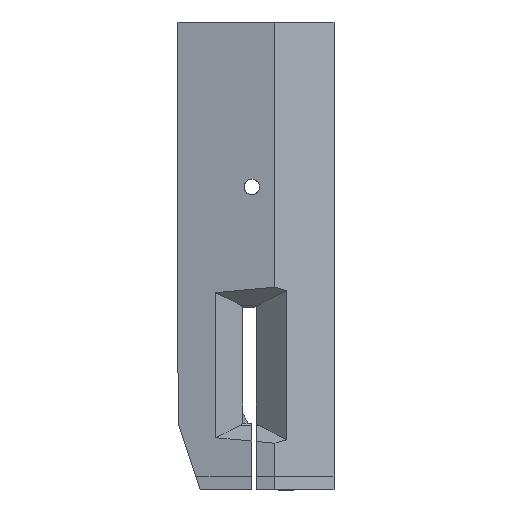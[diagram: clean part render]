
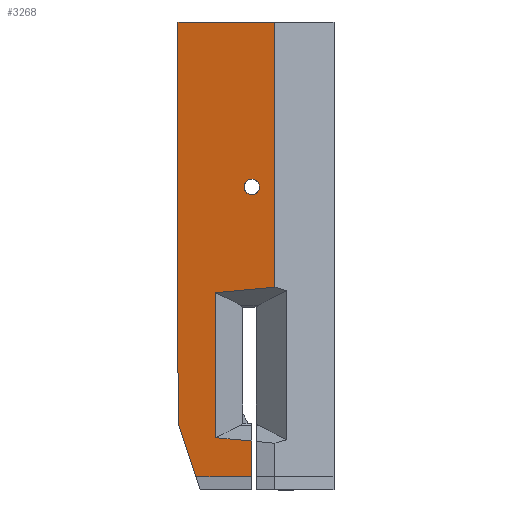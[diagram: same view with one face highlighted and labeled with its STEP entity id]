
A CAD part, left-side view. The second image highlights one B-rep face of the part: STEP entity #3268.
In plain terms, the highlighted planar face has unit normal (-0.983, 0.182, 0).
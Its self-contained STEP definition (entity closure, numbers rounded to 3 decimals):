
#123 = CARTESIAN_POINT ( 'NONE',  ( -7.026, 18.5, 10.987 ) ) ;
#127 = VECTOR ( 'NONE', #1216, 1000. ) ;
#203 = ORIENTED_EDGE ( 'NONE', *, *, #2808, .T. ) ;
#230 = VECTOR ( 'NONE', #2701, 1000. ) ;
#256 = EDGE_CURVE ( 'NONE', #1150, #981, #1209, .T. ) ;
#300 = EDGE_LOOP ( 'NONE', ( #707, #2469, #3872, #1556, #1401, #683, #1499, #3652, #2161 ) ) ;
#327 = DIRECTION ( 'NONE',  ( 0., 0., -1. ) ) ;
#383 = LINE ( 'NONE', #4191, #3214 ) ;
#441 = CARTESIAN_POINT ( 'NONE',  ( -8., 13.244, 105. ) ) ;
#474 = CARTESIAN_POINT ( 'NONE',  ( -5.536, 26.536, 44.268 ) ) ;
#505 = CARTESIAN_POINT ( 'NONE',  ( -7.026, 18.5, 3. ) ) ;
#524 = CARTESIAN_POINT ( 'NONE',  ( -7.036, 18.443, 69.733 ) ) ;
#641 = CARTESIAN_POINT ( 'NONE',  ( -6.387, 21.943, 66.233 ) ) ;
#683 = ORIENTED_EDGE ( 'NONE', *, *, #1225, .T. ) ;
#707 = ORIENTED_EDGE ( 'NONE', *, *, #2618, .T. ) ;
#819 = CARTESIAN_POINT ( 'NONE',  ( -8., 13.244, 45.5 ) ) ;
#840 = DIRECTION ( 'NONE',  ( 0., 0., 1. ) ) ;
#841 = VERTEX_POINT ( 'NONE', #3095 ) ;
#847 = VERTEX_POINT ( 'NONE', #524 ) ;
#874 = PLANE ( 'NONE',  #2498 ) ;
#943 = VERTEX_POINT ( 'NONE', #1118 ) ;
#981 = VERTEX_POINT ( 'NONE', #2328 ) ;
#1021 = CARTESIAN_POINT ( 'NONE',  ( -7.036, 18.443, 69.733 ) ) ;
#1046 = DIRECTION ( 'NONE',  ( 0., 0., 1. ) ) ;
#1093 = DIRECTION ( 'NONE',  ( 0.182, 0.983, 0. ) ) ;
#1118 = CARTESIAN_POINT ( 'NONE',  ( -3.966, 35., 105. ) ) ;
#1127 = CARTESIAN_POINT ( 'NONE',  ( -5.536, 26.536, -36.764 ) ) ;
#1150 = VERTEX_POINT ( 'NONE', #123 ) ;
#1158 = VECTOR ( 'NONE', #3150, 1000. ) ;
#1161 = EDGE_CURVE ( 'NONE', #3067, #943, #2182, .T. ) ;
#1169 = CARTESIAN_POINT ( 'NONE',  ( -3.966, 35., -36.764 ) ) ;
#1198 = VERTEX_POINT ( 'NONE', #474 ) ;
#1208 = EDGE_CURVE ( 'NONE', #981, #1198, #1260, .T. ) ;
#1209 = LINE ( 'NONE', #2817, #1158 ) ;
#1216 = DIRECTION ( 'NONE',  ( -0.059, -0.316, -0.947 ) ) ;
#1225 = EDGE_CURVE ( 'NONE', #1198, #1707, #2123, .T. ) ;
#1226 = CARTESIAN_POINT ( 'NONE',  ( -7.036, 18.443, 66.233 ) ) ;
#1240 = LINE ( 'NONE', #2580, #1902 ) ;
#1260 = LINE ( 'NONE', #1127, #3854 ) ;
#1284 = LINE ( 'NONE', #3815, #127 ) ;
#1380 = CARTESIAN_POINT ( 'NONE',  ( -8., 13.244, -36.764 ) ) ;
#1401 = ORIENTED_EDGE ( 'NONE', *, *, #1208, .T. ) ;
#1499 = ORIENTED_EDGE ( 'NONE', *, *, #2276, .T. ) ;
#1518 = EDGE_CURVE ( 'NONE', #943, #3335, #1240, .T. ) ;
#1556 = ORIENTED_EDGE ( 'NONE', *, *, #256, .T. ) ;
#1562 = CARTESIAN_POINT ( 'NONE',  ( -7.036, 18.443, 69.733 ) ) ;
#1587 = FACE_BOUND ( 'NONE', #2643, .T. ) ;
#1599 = DIRECTION ( 'NONE',  ( -0.182, -0.983, 0. ) ) ;
#1633 = CARTESIAN_POINT ( 'NONE',  ( -7.036, 18.443, 66.233 ) ) ;
#1660 = CARTESIAN_POINT ( 'NONE',  ( -7.685, 14.943, 66.233 ) ) ;
#1707 = VERTEX_POINT ( 'NONE', #819 ) ;
#1857 = DIRECTION ( 'NONE',  ( -0.983, 0.182, 0. ) ) ;
#1899 = LINE ( 'NONE', #1380, #2751 ) ;
#1902 = VECTOR ( 'NONE', #327, 1000. ) ;
#1941 =( BOUNDED_CURVE ( )  B_SPLINE_CURVE ( 3, ( #1226, #641, #4148, #1562 ),
 .UNSPECIFIED., .F., .F. ) 
 B_SPLINE_CURVE_WITH_KNOTS ( ( 4, 4 ),
 ( 4.712, 7.854 ),
 .UNSPECIFIED. ) 
 CURVE ( )  GEOMETRIC_REPRESENTATION_ITEM ( )  RATIONAL_B_SPLINE_CURVE ( ( 1., 0.333, 0.333, 1. ) ) 
 REPRESENTATION_ITEM ( '' )  );
#2035 = CARTESIAN_POINT ( 'NONE',  ( -7.026, 18.5, -36.764 ) ) ;
#2123 = LINE ( 'NONE', #2792, #2229 ) ;
#2161 = ORIENTED_EDGE ( 'NONE', *, *, #1518, .T. ) ;
#2182 = LINE ( 'NONE', #3031, #3148 ) ;
#2229 = VECTOR ( 'NONE', #3424, 1000. ) ;
#2276 = EDGE_CURVE ( 'NONE', #1707, #3067, #1899, .T. ) ;
#2290 = CARTESIAN_POINT ( 'NONE',  ( -7.685, 14.943, 69.733 ) ) ;
#2328 = CARTESIAN_POINT ( 'NONE',  ( -5.536, 26.536, 11.732 ) ) ;
#2394 = LINE ( 'NONE', #2035, #230 ) ;
#2464 = DIRECTION ( 'NONE',  ( -0.182, -0.983, 0. ) ) ;
#2469 = ORIENTED_EDGE ( 'NONE', *, *, #4106, .T. ) ;
#2498 = AXIS2_PLACEMENT_3D ( 'NONE', #1169, #1857, #2464 ) ;
#2555 = FACE_OUTER_BOUND ( 'NONE', #300, .T. ) ;
#2567 =( BOUNDED_CURVE ( )  B_SPLINE_CURVE ( 3, ( #1021, #2290, #1660, #1633 ),
 .UNSPECIFIED., .F., .F. ) 
 B_SPLINE_CURVE_WITH_KNOTS ( ( 4, 4 ),
 ( 1.571, 4.712 ),
 .UNSPECIFIED. ) 
 CURVE ( )  GEOMETRIC_REPRESENTATION_ITEM ( )  RATIONAL_B_SPLINE_CURVE ( ( 1., 0.333, 0.333, 1. ) ) 
 REPRESENTATION_ITEM ( '' )  );
#2568 = VERTEX_POINT ( 'NONE', #505 ) ;
#2576 = VERTEX_POINT ( 'NONE', #2789 ) ;
#2580 = CARTESIAN_POINT ( 'NONE',  ( -3.966, 35., -36.764 ) ) ;
#2618 = EDGE_CURVE ( 'NONE', #3335, #2576, #1284, .T. ) ;
#2643 = EDGE_LOOP ( 'NONE', ( #4210, #203 ) ) ;
#2701 = DIRECTION ( 'NONE',  ( 0., 0., 1. ) ) ;
#2751 = VECTOR ( 'NONE', #1046, 1000. ) ;
#2789 = CARTESIAN_POINT ( 'NONE',  ( -4.708, 31., 3. ) ) ;
#2792 = CARTESIAN_POINT ( 'NONE',  ( -5.536, 26.536, 44.268 ) ) ;
#2808 = EDGE_CURVE ( 'NONE', #847, #841, #2567, .T. ) ;
#2817 = CARTESIAN_POINT ( 'NONE',  ( -7.026, 18.5, 10.987 ) ) ;
#2967 = EDGE_CURVE ( 'NONE', #2568, #1150, #2394, .T. ) ;
#3031 = CARTESIAN_POINT ( 'NONE',  ( -3.966, 35., 105. ) ) ;
#3067 = VERTEX_POINT ( 'NONE', #441 ) ;
#3095 = CARTESIAN_POINT ( 'NONE',  ( -7.036, 18.443, 66.233 ) ) ;
#3148 = VECTOR ( 'NONE', #1093, 1000. ) ;
#3150 = DIRECTION ( 'NONE',  ( 0.182, 0.979, 0.091 ) ) ;
#3214 = VECTOR ( 'NONE', #1599, 1000. ) ;
#3268 = ADVANCED_FACE ( 'NONE', ( #2555, #1587 ), #874, .T. ) ;
#3335 = VERTEX_POINT ( 'NONE', #3749 ) ;
#3424 = DIRECTION ( 'NONE',  ( -0.182, -0.979, 0.091 ) ) ;
#3652 = ORIENTED_EDGE ( 'NONE', *, *, #1161, .T. ) ;
#3749 = CARTESIAN_POINT ( 'NONE',  ( -3.966, 35., 15. ) ) ;
#3815 = CARTESIAN_POINT ( 'NONE',  ( -3.966, 35., 15. ) ) ;
#3854 = VECTOR ( 'NONE', #840, 1000. ) ;
#3872 = ORIENTED_EDGE ( 'NONE', *, *, #2967, .T. ) ;
#4106 = EDGE_CURVE ( 'NONE', #2576, #2568, #383, .T. ) ;
#4147 = EDGE_CURVE ( 'NONE', #841, #847, #1941, .T. ) ;
#4148 = CARTESIAN_POINT ( 'NONE',  ( -6.387, 21.943, 69.733 ) ) ;
#4191 = CARTESIAN_POINT ( 'NONE',  ( -3.966, 35., 3. ) ) ;
#4210 = ORIENTED_EDGE ( 'NONE', *, *, #4147, .T. ) ;
